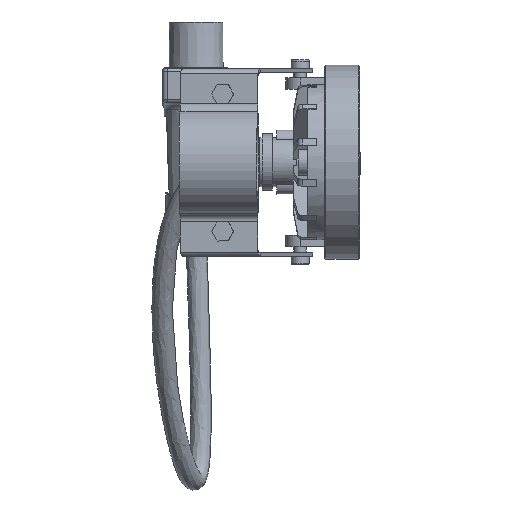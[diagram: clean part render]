
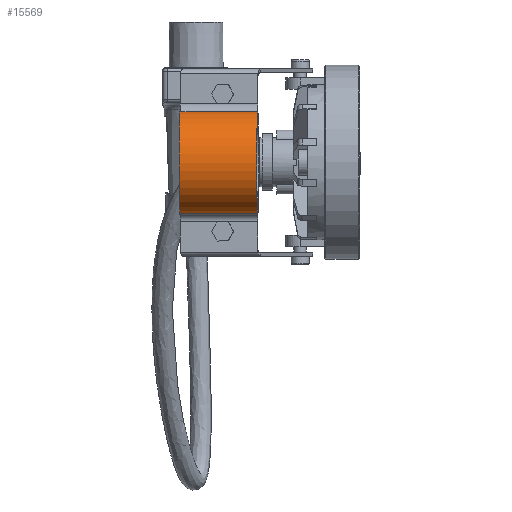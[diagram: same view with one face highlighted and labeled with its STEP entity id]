
A CAD part, front view. The second image highlights one B-rep face of the part: STEP entity #15569.
In plain terms, the highlighted cylindrical face has radius 20.3 mm (diameter 40.6 mm), a partial arc.
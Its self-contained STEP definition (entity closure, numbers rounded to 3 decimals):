
#1717=LINE('',#24766,#3304);
#1718=LINE('',#24773,#3305);
#3304=VECTOR('',#19239,30.);
#3305=VECTOR('',#19248,30.);
#4121=CYLINDRICAL_SURFACE('',#16711,20.3);
#4636=FACE_OUTER_BOUND('',#5544,.T.);
#5544=EDGE_LOOP('',(#12457,#12458,#12459,#12460));
#6158=CIRCLE('',#16712,20.3);
#6159=CIRCLE('',#16713,20.3);
#7105=VERTEX_POINT('',#24763);
#7106=VERTEX_POINT('',#24765);
#7107=VERTEX_POINT('',#24769);
#7108=VERTEX_POINT('',#24771);
#8998=EDGE_CURVE('',#7106,#7105,#1717,.T.);
#9000=EDGE_CURVE('',#7107,#7106,#6158,.T.);
#9001=EDGE_CURVE('',#7108,#7105,#6159,.T.);
#9002=EDGE_CURVE('',#7107,#7108,#1718,.T.);
#12457=ORIENTED_EDGE('',*,*,#9000,.T.);
#12458=ORIENTED_EDGE('',*,*,#8998,.T.);
#12459=ORIENTED_EDGE('',*,*,#9001,.F.);
#12460=ORIENTED_EDGE('',*,*,#9002,.F.);
#15569=ADVANCED_FACE('',(#4636),#4121,.T.);
#16711=AXIS2_PLACEMENT_3D('',#24768,#19242,#19243);
#16712=AXIS2_PLACEMENT_3D('',#24770,#19244,#19245);
#16713=AXIS2_PLACEMENT_3D('',#24772,#19246,#19247);
#19239=DIRECTION('',(0.,0.,-1.));
#19242=DIRECTION('center_axis',(0.,0.,-1.));
#19243=DIRECTION('ref_axis',(-0.972,-0.234,0.));
#19244=DIRECTION('center_axis',(0.,0.,-1.));
#19245=DIRECTION('ref_axis',(-0.972,-0.234,0.));
#19246=DIRECTION('center_axis',(0.,0.,-1.));
#19247=DIRECTION('ref_axis',(-0.972,-0.234,0.));
#19248=DIRECTION('',(0.,0.,-1.));
#24763=CARTESIAN_POINT('',(5.857,-24.619,0.));
#24765=CARTESIAN_POINT('',(5.857,-24.619,30.));
#24766=CARTESIAN_POINT('',(5.857,-24.619,30.));
#24768=CARTESIAN_POINT('Origin',(-13.88,-29.37,30.));
#24769=CARTESIAN_POINT('',(-33.616,-24.619,30.));
#24770=CARTESIAN_POINT('Origin',(-13.88,-29.37,30.));
#24771=CARTESIAN_POINT('',(-33.616,-24.619,0.));
#24772=CARTESIAN_POINT('Origin',(-13.88,-29.37,0.));
#24773=CARTESIAN_POINT('',(-33.616,-24.619,30.));
